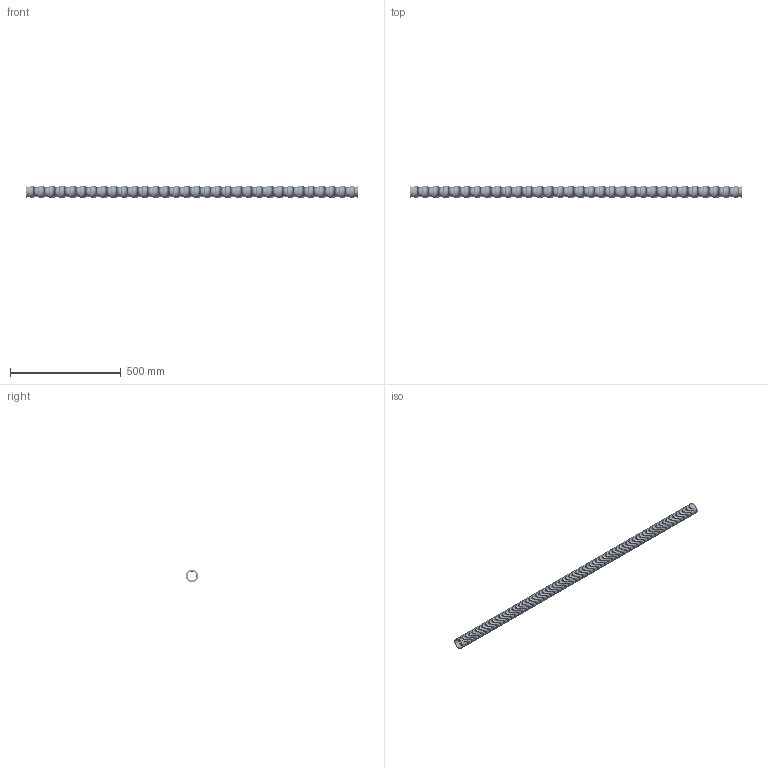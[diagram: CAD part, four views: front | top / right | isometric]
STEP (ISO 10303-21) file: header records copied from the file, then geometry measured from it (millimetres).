
FILE_DESCRIPTION (( 'STEP AP214' ), '1' );
FILE_NAME ('120SWD040-1500.stp', '2017-06-07T09:47:47', ( '' ), ( '' ), 'SwSTEP 2.0', 'SolidWorks 2015', '' );
FILE_SCHEMA (( 'AUTOMOTIVE_DESIGN' ));
Length unit declared in the file: millimetre
Products named in the file (1): 120SWD040-1500
Bounding box: 1500 x 55 x 55 mm (x, y, z)
Volume: 106388.5 mm3; surface area: 1225061.6 mm2
Topology: 1 solids, 1 shells, 8276 faces, 16556 edges, 9462 vertices
Faces by surface type: torus 4716, cylinder 2374, plane 1182, cone 4
Entity records: 308644 total; most frequent: DIRECTION 47288, CARTESIAN_POINT 34295, ORIENTED_EDGE 33112, AXIS2_PLACEMENT_3D 22455, EDGE_CURVE 16556, CIRCLE 14178, VERTEX_POINT 9462, EDGE_LOOP 9458
